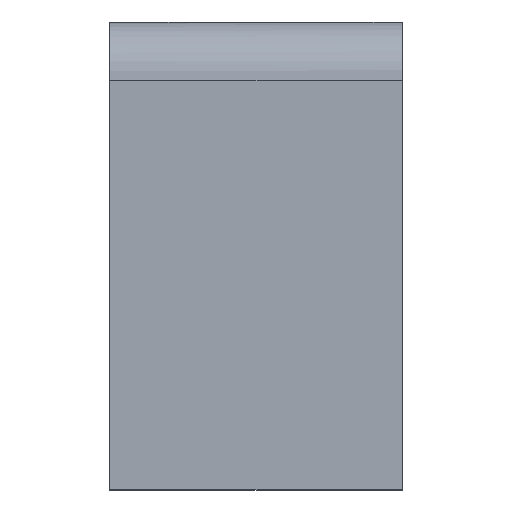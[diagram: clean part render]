
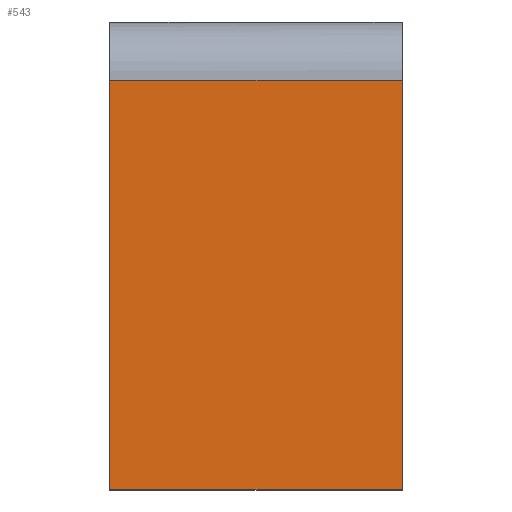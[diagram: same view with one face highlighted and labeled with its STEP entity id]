
A CAD part, left-side view. The second image highlights one B-rep face of the part: STEP entity #543.
In plain terms, the highlighted planar face has unit normal (-1, 0, 0).
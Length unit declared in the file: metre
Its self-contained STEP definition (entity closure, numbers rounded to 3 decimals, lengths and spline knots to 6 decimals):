
#12=PLANE('',#589);
#26=LINE('',#850,#66);
#27=LINE('',#852,#67);
#28=LINE('',#854,#68);
#29=LINE('',#856,#69);
#66=VECTOR('',#667,1.);
#67=VECTOR('',#670,1.);
#68=VECTOR('',#671,1.);
#69=VECTOR('',#672,1.);
#110=ORIENTED_EDGE('',*,*,#270,.F.);
#111=ORIENTED_EDGE('',*,*,#269,.T.);
#112=ORIENTED_EDGE('',*,*,#271,.T.);
#113=ORIENTED_EDGE('',*,*,#272,.F.);
#269=EDGE_CURVE('',#345,#349,#26,.T.);
#270=EDGE_CURVE('',#345,#350,#27,.T.);
#271=EDGE_CURVE('',#349,#351,#28,.T.);
#272=EDGE_CURVE('',#350,#351,#29,.T.);
#345=VERTEX_POINT('',#841);
#349=VERTEX_POINT('',#849);
#350=VERTEX_POINT('',#853);
#351=VERTEX_POINT('',#855);
#441=EDGE_LOOP('',(#110,#111,#112,#113));
#483=FACE_BOUND('',#441,.T.);
#543=ADVANCED_FACE('',(#483),#12,.F.);
#589=AXIS2_PLACEMENT_3D('',#851,#668,#669);
#667=DIRECTION('',(0.,1.,0.));
#668=DIRECTION('',(1.,0.,0.));
#669=DIRECTION('',(0.,0.,-1.));
#670=DIRECTION('',(0.,0.,-1.));
#671=DIRECTION('',(0.,0.,-1.));
#672=DIRECTION('',(0.,1.,0.));
#841=CARTESIAN_POINT('',(-0.084473,-0.001,0.014));
#849=CARTESIAN_POINT('',(-0.084473,0.009,0.014));
#850=CARTESIAN_POINT('',(-0.084473,-0.001,0.014));
#851=CARTESIAN_POINT('',(-0.084473,-0.001,0.007));
#852=CARTESIAN_POINT('',(-0.084473,-0.001,0.007));
#853=CARTESIAN_POINT('',(-0.084473,-0.001,0.));
#854=CARTESIAN_POINT('',(-0.084473,0.009,0.007));
#855=CARTESIAN_POINT('',(-0.084473,0.009,0.));
#856=CARTESIAN_POINT('',(-0.084473,-0.001,0.));
